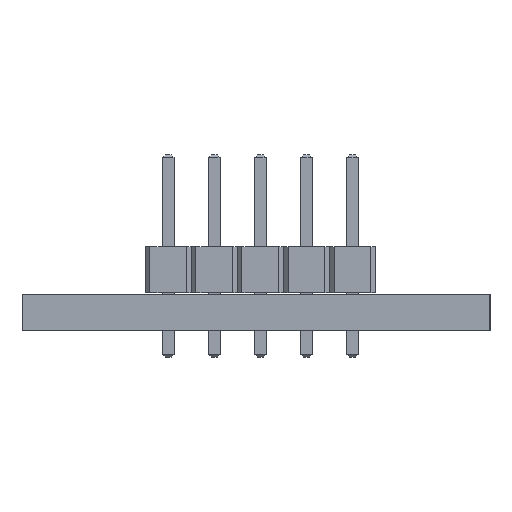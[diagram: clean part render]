
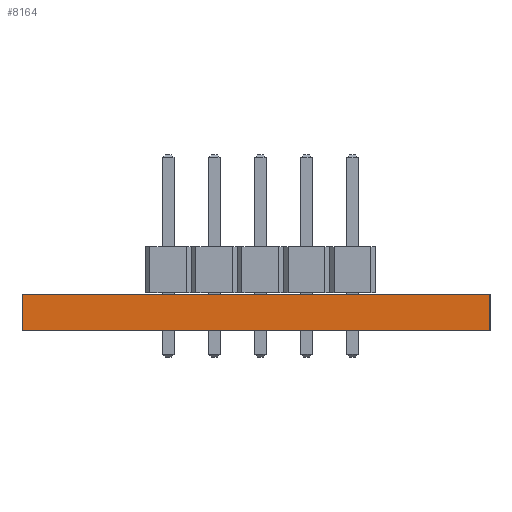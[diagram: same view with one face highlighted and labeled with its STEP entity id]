
A CAD part, left-side view. The second image highlights one B-rep face of the part: STEP entity #8164.
In plain terms, the highlighted planar face has unit normal (-1, 0, 0).
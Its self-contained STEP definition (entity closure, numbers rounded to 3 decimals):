
#7983 = PLANE('',#7984);
#7984 = AXIS2_PLACEMENT_3D('',#7985,#7986,#7987);
#7985 = CARTESIAN_POINT('',(214.63,-92.71,0.));
#7986 = DIRECTION('',(0.,-1.,0.));
#7987 = DIRECTION('',(-1.,0.,0.));
#8008 = VERTEX_POINT('',#8009);
#8009 = CARTESIAN_POINT('',(71.12,-92.71,1.6));
#8023 = PLANE('',#8024);
#8024 = AXIS2_PLACEMENT_3D('',#8025,#8026,#8027);
#8025 = CARTESIAN_POINT('',(142.875,-82.55,1.6));
#8026 = DIRECTION('',(0.,0.,-1.));
#8027 = DIRECTION('',(-1.,0.,0.));
#8035 = EDGE_CURVE('',#8036,#8008,#8038,.T.);
#8036 = VERTEX_POINT('',#8037);
#8037 = CARTESIAN_POINT('',(71.12,-92.71,0.));
#8038 = SURFACE_CURVE('',#8039,(#8043,#8050),.PCURVE_S1.);
#8039 = LINE('',#8040,#8041);
#8040 = CARTESIAN_POINT('',(71.12,-92.71,0.));
#8041 = VECTOR('',#8042,1.);
#8042 = DIRECTION('',(0.,0.,1.));
#8043 = PCURVE('',#7983,#8044);
#8044 = DEFINITIONAL_REPRESENTATION('',(#8045),#8049);
#8045 = LINE('',#8046,#8047);
#8046 = CARTESIAN_POINT('',(143.51,0.));
#8047 = VECTOR('',#8048,1.);
#8048 = DIRECTION('',(0.,-1.));
#8049 = ( GEOMETRIC_REPRESENTATION_CONTEXT(2) 
PARAMETRIC_REPRESENTATION_CONTEXT() REPRESENTATION_CONTEXT('2D SPACE',''
  ) );
#8050 = PCURVE('',#8051,#8056);
#8051 = PLANE('',#8052);
#8052 = AXIS2_PLACEMENT_3D('',#8053,#8054,#8055);
#8053 = CARTESIAN_POINT('',(71.12,-92.71,0.));
#8054 = DIRECTION('',(-1.,0.,0.));
#8055 = DIRECTION('',(0.,1.,0.));
#8056 = DEFINITIONAL_REPRESENTATION('',(#8057),#8061);
#8057 = LINE('',#8058,#8059);
#8058 = CARTESIAN_POINT('',(0.,0.));
#8059 = VECTOR('',#8060,1.);
#8060 = DIRECTION('',(0.,-1.));
#8061 = ( GEOMETRIC_REPRESENTATION_CONTEXT(2) 
PARAMETRIC_REPRESENTATION_CONTEXT() REPRESENTATION_CONTEXT('2D SPACE',''
  ) );
#8077 = PLANE('',#8078);
#8078 = AXIS2_PLACEMENT_3D('',#8079,#8080,#8081);
#8079 = CARTESIAN_POINT('',(142.875,-82.55,0.));
#8080 = DIRECTION('',(0.,0.,-1.));
#8081 = DIRECTION('',(-1.,0.,0.));
#8110 = PLANE('',#8111);
#8111 = AXIS2_PLACEMENT_3D('',#8112,#8113,#8114);
#8112 = CARTESIAN_POINT('',(71.12,-72.39,0.));
#8113 = DIRECTION('',(0.,1.,0.));
#8114 = DIRECTION('',(1.,0.,0.));
#8164 = ADVANCED_FACE('',(#8165),#8051,.T.);
#8165 = FACE_BOUND('',#8166,.T.);
#8166 = EDGE_LOOP('',(#8167,#8168,#8191,#8214));
#8167 = ORIENTED_EDGE('',*,*,#8035,.T.);
#8168 = ORIENTED_EDGE('',*,*,#8169,.T.);
#8169 = EDGE_CURVE('',#8008,#8170,#8172,.T.);
#8170 = VERTEX_POINT('',#8171);
#8171 = CARTESIAN_POINT('',(71.12,-72.39,1.6));
#8172 = SURFACE_CURVE('',#8173,(#8177,#8184),.PCURVE_S1.);
#8173 = LINE('',#8174,#8175);
#8174 = CARTESIAN_POINT('',(71.12,-92.71,1.6));
#8175 = VECTOR('',#8176,1.);
#8176 = DIRECTION('',(0.,1.,0.));
#8177 = PCURVE('',#8051,#8178);
#8178 = DEFINITIONAL_REPRESENTATION('',(#8179),#8183);
#8179 = LINE('',#8180,#8181);
#8180 = CARTESIAN_POINT('',(0.,-1.6));
#8181 = VECTOR('',#8182,1.);
#8182 = DIRECTION('',(1.,0.));
#8183 = ( GEOMETRIC_REPRESENTATION_CONTEXT(2) 
PARAMETRIC_REPRESENTATION_CONTEXT() REPRESENTATION_CONTEXT('2D SPACE',''
  ) );
#8184 = PCURVE('',#8023,#8185);
#8185 = DEFINITIONAL_REPRESENTATION('',(#8186),#8190);
#8186 = LINE('',#8187,#8188);
#8187 = CARTESIAN_POINT('',(71.755,-10.16));
#8188 = VECTOR('',#8189,1.);
#8189 = DIRECTION('',(0.,1.));
#8190 = ( GEOMETRIC_REPRESENTATION_CONTEXT(2) 
PARAMETRIC_REPRESENTATION_CONTEXT() REPRESENTATION_CONTEXT('2D SPACE',''
  ) );
#8191 = ORIENTED_EDGE('',*,*,#8192,.F.);
#8192 = EDGE_CURVE('',#8193,#8170,#8195,.T.);
#8193 = VERTEX_POINT('',#8194);
#8194 = CARTESIAN_POINT('',(71.12,-72.39,0.));
#8195 = SURFACE_CURVE('',#8196,(#8200,#8207),.PCURVE_S1.);
#8196 = LINE('',#8197,#8198);
#8197 = CARTESIAN_POINT('',(71.12,-72.39,0.));
#8198 = VECTOR('',#8199,1.);
#8199 = DIRECTION('',(0.,0.,1.));
#8200 = PCURVE('',#8051,#8201);
#8201 = DEFINITIONAL_REPRESENTATION('',(#8202),#8206);
#8202 = LINE('',#8203,#8204);
#8203 = CARTESIAN_POINT('',(20.32,0.));
#8204 = VECTOR('',#8205,1.);
#8205 = DIRECTION('',(0.,-1.));
#8206 = ( GEOMETRIC_REPRESENTATION_CONTEXT(2) 
PARAMETRIC_REPRESENTATION_CONTEXT() REPRESENTATION_CONTEXT('2D SPACE',''
  ) );
#8207 = PCURVE('',#8110,#8208);
#8208 = DEFINITIONAL_REPRESENTATION('',(#8209),#8213);
#8209 = LINE('',#8210,#8211);
#8210 = CARTESIAN_POINT('',(0.,0.));
#8211 = VECTOR('',#8212,1.);
#8212 = DIRECTION('',(0.,-1.));
#8213 = ( GEOMETRIC_REPRESENTATION_CONTEXT(2) 
PARAMETRIC_REPRESENTATION_CONTEXT() REPRESENTATION_CONTEXT('2D SPACE',''
  ) );
#8214 = ORIENTED_EDGE('',*,*,#8215,.F.);
#8215 = EDGE_CURVE('',#8036,#8193,#8216,.T.);
#8216 = SURFACE_CURVE('',#8217,(#8221,#8228),.PCURVE_S1.);
#8217 = LINE('',#8218,#8219);
#8218 = CARTESIAN_POINT('',(71.12,-92.71,0.));
#8219 = VECTOR('',#8220,1.);
#8220 = DIRECTION('',(0.,1.,0.));
#8221 = PCURVE('',#8051,#8222);
#8222 = DEFINITIONAL_REPRESENTATION('',(#8223),#8227);
#8223 = LINE('',#8224,#8225);
#8224 = CARTESIAN_POINT('',(0.,0.));
#8225 = VECTOR('',#8226,1.);
#8226 = DIRECTION('',(1.,0.));
#8227 = ( GEOMETRIC_REPRESENTATION_CONTEXT(2) 
PARAMETRIC_REPRESENTATION_CONTEXT() REPRESENTATION_CONTEXT('2D SPACE',''
  ) );
#8228 = PCURVE('',#8077,#8229);
#8229 = DEFINITIONAL_REPRESENTATION('',(#8230),#8234);
#8230 = LINE('',#8231,#8232);
#8231 = CARTESIAN_POINT('',(71.755,-10.16));
#8232 = VECTOR('',#8233,1.);
#8233 = DIRECTION('',(0.,1.));
#8234 = ( GEOMETRIC_REPRESENTATION_CONTEXT(2) 
PARAMETRIC_REPRESENTATION_CONTEXT() REPRESENTATION_CONTEXT('2D SPACE',''
  ) );
